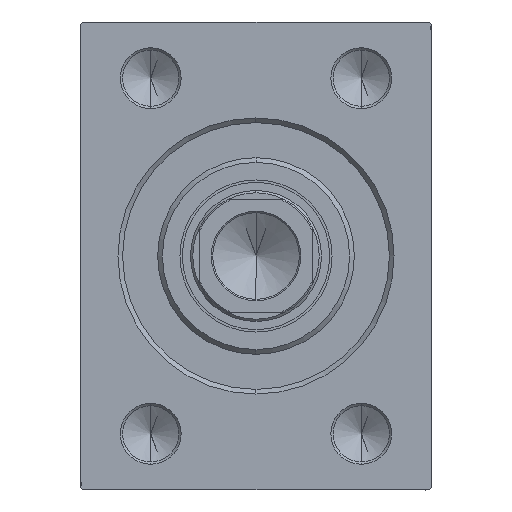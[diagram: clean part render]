
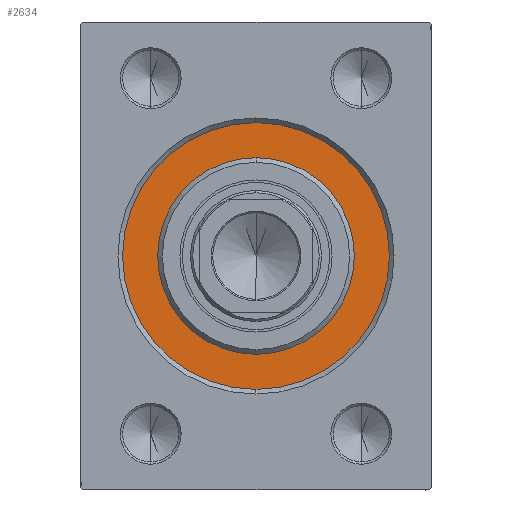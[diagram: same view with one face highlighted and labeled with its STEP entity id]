
A CAD part, left-side view. The second image highlights one B-rep face of the part: STEP entity #2634.
In plain terms, the highlighted face is planar.
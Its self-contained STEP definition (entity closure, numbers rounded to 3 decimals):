
#2634 = ADVANCED_FACE ( 'NONE', ( #36929, #38265 ), #44629, .F. ) ;
#5620 = CARTESIAN_POINT ( 'NONE',  ( 0., 0., -21. ) ) ;
#5663 = EDGE_CURVE ( 'NONE', #9970, #20492, #25616, .T. ) ;
#6134 = ORIENTED_EDGE ( 'NONE', *, *, #5663, .F. ) ;
#6433 = CARTESIAN_POINT ( 'NONE',  ( 0., 0., 0. ) ) ;
#6750 = DIRECTION ( 'NONE',  ( -1., 0., 0. ) ) ;
#6787 = CARTESIAN_POINT ( 'NONE',  ( 0., 0., 28.5 ) ) ;
#7322 = EDGE_LOOP ( 'NONE', ( #32812, #40889 ) ) ;
#7776 = VERTEX_POINT ( 'NONE', #5620 ) ;
#8787 = CARTESIAN_POINT ( 'NONE',  ( 0., 0., 0. ) ) ;
#9833 = AXIS2_PLACEMENT_3D ( 'NONE', #6433, #16859, #30689 ) ;
#9970 = VERTEX_POINT ( 'NONE', #32746 ) ;
#14958 = EDGE_CURVE ( 'NONE', #39676, #7776, #30854, .T. ) ;
#16859 = DIRECTION ( 'NONE',  ( 1., 0., 0. ) ) ;
#17387 = EDGE_LOOP ( 'NONE', ( #6134, #23192 ) ) ;
#19852 = EDGE_CURVE ( 'NONE', #7776, #39676, #38299, .T. ) ;
#20492 = VERTEX_POINT ( 'NONE', #6787 ) ;
#21038 = DIRECTION ( 'NONE',  ( 0., 0., 1. ) ) ;
#23192 = ORIENTED_EDGE ( 'NONE', *, *, #37802, .F. ) ;
#25557 = AXIS2_PLACEMENT_3D ( 'NONE', #44396, #6750, #21038 ) ;
#25616 = CIRCLE ( 'NONE', #34313, 28.5 ) ;
#30689 = DIRECTION ( 'NONE',  ( 0., 0., -1. ) ) ;
#30854 = CIRCLE ( 'NONE', #9833, 21. ) ;
#31087 = CARTESIAN_POINT ( 'NONE',  ( 0., 0., 0. ) ) ;
#31304 = DIRECTION ( 'NONE',  ( -1., 0., 0. ) ) ;
#32084 = DIRECTION ( 'NONE',  ( 0., 0., 1. ) ) ;
#32746 = CARTESIAN_POINT ( 'NONE',  ( 0., 0., -28.5 ) ) ;
#32812 = ORIENTED_EDGE ( 'NONE', *, *, #14958, .F. ) ;
#34313 = AXIS2_PLACEMENT_3D ( 'NONE', #31087, #31304, #38999 ) ;
#34819 = DIRECTION ( 'NONE',  ( -1., 0., 0. ) ) ;
#36445 = DIRECTION ( 'NONE',  ( 0., 0., -1. ) ) ;
#36661 = CIRCLE ( 'NONE', #44633, 28.5 ) ;
#36929 = FACE_BOUND ( 'NONE', #7322, .T. ) ;
#37390 = CARTESIAN_POINT ( 'NONE',  ( 0., 0., 21. ) ) ;
#37802 = EDGE_CURVE ( 'NONE', #20492, #9970, #36661, .T. ) ;
#38265 = FACE_OUTER_BOUND ( 'NONE', #17387, .T. ) ;
#38299 = CIRCLE ( 'NONE', #44105, 21. ) ;
#38999 = DIRECTION ( 'NONE',  ( 0., 0., 1. ) ) ;
#39676 = VERTEX_POINT ( 'NONE', #37390 ) ;
#40889 = ORIENTED_EDGE ( 'NONE', *, *, #19852, .F. ) ;
#42050 = CARTESIAN_POINT ( 'NONE',  ( 0., 0., 0. ) ) ;
#43025 = DIRECTION ( 'NONE',  ( 1., 0., 0. ) ) ;
#44105 = AXIS2_PLACEMENT_3D ( 'NONE', #8787, #43025, #36445 ) ;
#44396 = CARTESIAN_POINT ( 'NONE',  ( 0., 0., 0. ) ) ;
#44629 = PLANE ( 'NONE',  #25557 ) ;
#44633 = AXIS2_PLACEMENT_3D ( 'NONE', #42050, #34819, #32084 ) ;
